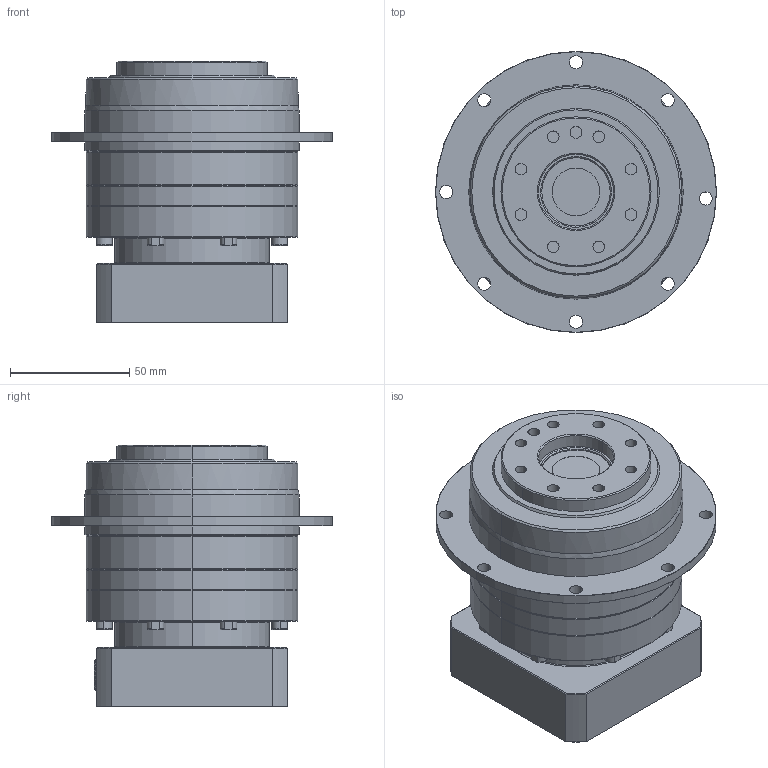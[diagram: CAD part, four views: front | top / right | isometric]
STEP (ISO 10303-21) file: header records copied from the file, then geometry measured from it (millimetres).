
FILE_DESCRIPTION (( 'STEP AP214' ), '1' );
FILE_NAME ('PGD090-10A3.STEP', '2015-07-01T19:33:36', ( '' ), ( '' ), 'SwSTEP 2.0', 'SolidWorks 2015', '' );
FILE_SCHEMA (( 'AUTOMOTIVE_DESIGN' ));
Length unit declared in the file: millimetre
Products named in the file (1): PGD090-10A3
Bounding box: 118 x 118 x 110 mm (x, y, z)
Volume: 605352.7 mm3; surface area: 81344.3 mm2
Topology: 5 solids, 13 shells, 496 faces, 1163 edges, 749 vertices
Faces by surface type: plane 253, cylinder 160, cone 43, torus 36, bspline 4
Entity records: 16360 total; most frequent: CARTESIAN_POINT 4557, DIRECTION 2524, ORIENTED_EDGE 2326, EDGE_CURVE 1163, AXIS2_PLACEMENT_3D 928, VERTEX_POINT 749, LINE 668, VECTOR 668
